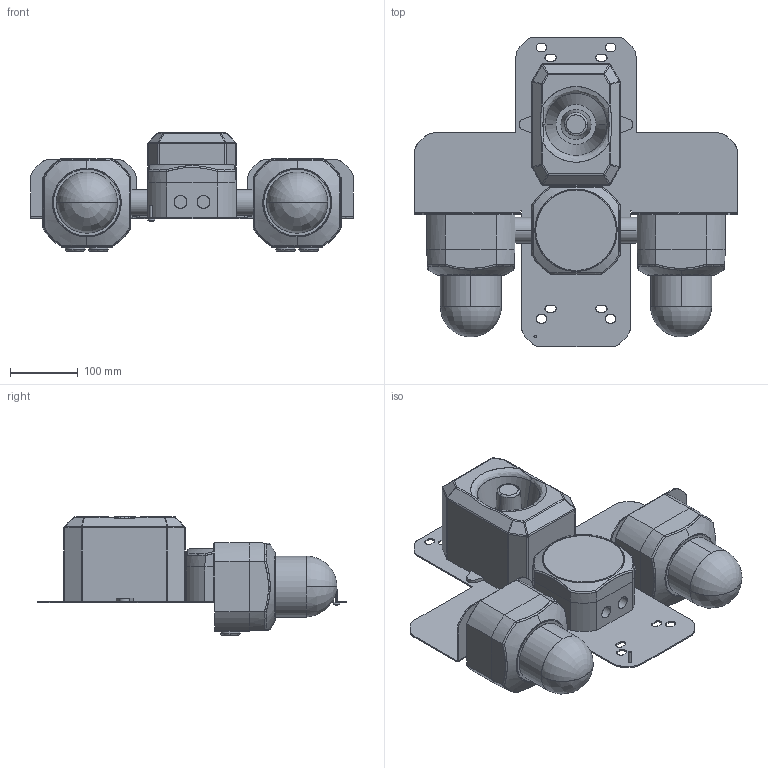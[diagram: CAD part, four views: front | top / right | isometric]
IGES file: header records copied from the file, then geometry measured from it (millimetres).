
Start section: SolidWorks IGES file using analytic representation for surfaces
Global section: file name: D214-05-001_Issue_1.IGS; native system: SolidWorks 2019; preprocessor: SolidWorks 2019; author: dominic.howgill; date: 190919.153153; units: millimetre
Bounding box: 476 x 456 x 174.7 mm (x, y, z)
Surface area: 539722 mm2 (no closed solid volume)
Topology: 0 solids, 0 shells, 339 faces, 4308 edges, 4300 vertices
Faces by surface type: bspline 176, revolution 163
